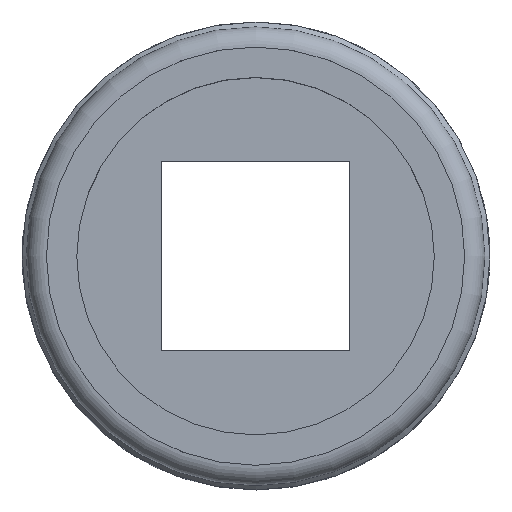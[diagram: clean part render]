
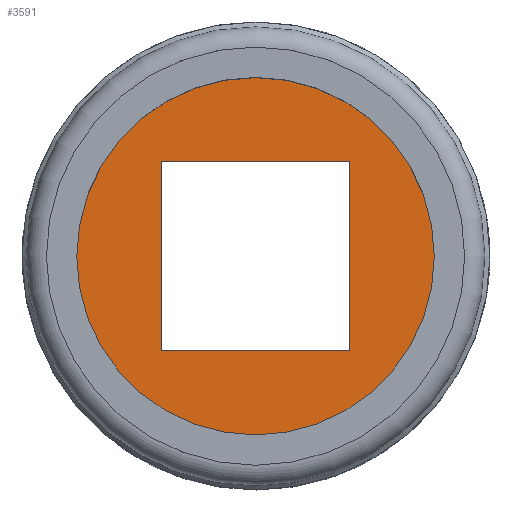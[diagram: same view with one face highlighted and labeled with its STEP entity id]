
A CAD part, top view. The second image highlights one B-rep face of the part: STEP entity #3591.
In plain terms, the highlighted planar face has unit normal (0, 0, 1).
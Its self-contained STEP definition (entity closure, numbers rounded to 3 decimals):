
#179=FACE_BOUND('',#1255,.T.);
#220=PLANE('',#3874);
#452=LINE('',#7537,#731);
#458=LINE('',#7549,#737);
#460=LINE('',#7552,#739);
#461=LINE('',#7554,#740);
#731=VECTOR('',#4455,10.);
#737=VECTOR('',#4465,10.);
#739=VECTOR('',#4469,10.);
#740=VECTOR('',#4472,10.);
#1034=FACE_OUTER_BOUND('',#1254,.T.);
#1254=EDGE_LOOP('',(#2873));
#1255=EDGE_LOOP('',(#2874,#2875,#2876,#2877));
#1422=CIRCLE('',#3795,13.25);
#1584=VERTEX_POINT('',#6013);
#1661=VERTEX_POINT('',#7534);
#1662=VERTEX_POINT('',#7536);
#1665=VERTEX_POINT('',#7546);
#1666=VERTEX_POINT('',#7548);
#1959=EDGE_CURVE('',#1584,#1584,#1422,.T.);
#2080=EDGE_CURVE('',#1662,#1661,#452,.T.);
#2086=EDGE_CURVE('',#1666,#1665,#458,.T.);
#2088=EDGE_CURVE('',#1665,#1662,#460,.T.);
#2089=EDGE_CURVE('',#1661,#1666,#461,.T.);
#2873=ORIENTED_EDGE('',*,*,#1959,.F.);
#2874=ORIENTED_EDGE('',*,*,#2089,.T.);
#2875=ORIENTED_EDGE('',*,*,#2086,.T.);
#2876=ORIENTED_EDGE('',*,*,#2088,.T.);
#2877=ORIENTED_EDGE('',*,*,#2080,.T.);
#3591=ADVANCED_FACE('',(#1034,#179),#220,.T.);
#3795=AXIS2_PLACEMENT_3D('',#6015,#4243,#4244);
#3874=AXIS2_PLACEMENT_3D('',#7555,#4473,#4474);
#4243=DIRECTION('center_axis',(0.,0.,-1.));
#4244=DIRECTION('ref_axis',(-1.,0.,0.));
#4455=DIRECTION('',(0.,-1.,0.));
#4465=DIRECTION('',(0.,1.,0.));
#4469=DIRECTION('',(1.,0.,0.));
#4472=DIRECTION('',(-1.,0.,0.));
#4473=DIRECTION('center_axis',(0.,0.,1.));
#4474=DIRECTION('ref_axis',(1.,0.,0.));
#6013=CARTESIAN_POINT('',(53.25,0.,1.6));
#6015=CARTESIAN_POINT('Origin',(40.,0.,1.6));
#7534=CARTESIAN_POINT('',(47.,-7.,1.6));
#7536=CARTESIAN_POINT('',(47.,7.,1.6));
#7537=CARTESIAN_POINT('',(47.,7.,1.6));
#7546=CARTESIAN_POINT('',(33.,7.,1.6));
#7548=CARTESIAN_POINT('',(33.,-7.,1.6));
#7549=CARTESIAN_POINT('',(33.,-7.,1.6));
#7552=CARTESIAN_POINT('',(33.,7.,1.6));
#7554=CARTESIAN_POINT('',(47.,-7.,1.6));
#7555=CARTESIAN_POINT('Origin',(40.,0.,1.6));
